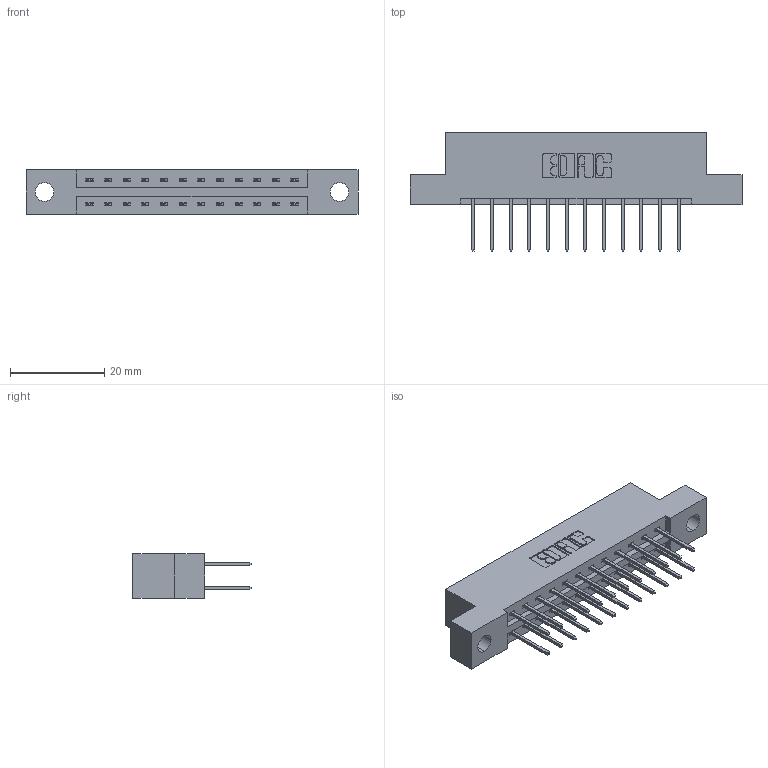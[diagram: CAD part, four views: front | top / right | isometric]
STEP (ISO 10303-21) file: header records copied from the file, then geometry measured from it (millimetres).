
FILE_DESCRIPTION (( 'STEP AP203' ), '1' );
FILE_NAME ('387-024-523-204.STEP', '2018-09-14T10:12:47', ( '' ), ( '' ), 'SwSTEP 2.0', 'SolidWorks 2016', '' );
FILE_SCHEMA (( 'CONFIG_CONTROL_DESIGN' ));
Length unit declared in the file: inch
Products named in the file (3): 345-292-001_345-293-123; 387-024-523-204; 337 Part_Flush Mounting Lugs - 0.156 Dia-TH
Assembly tree (25 placements, depth 2):
  387-024-523-204
    337 Part_Flush Mounting Lugs - 0.156 Dia-TH
    345-292-001_345-293-123  x24
Bounding box: 70.56 x 25.15 x 9.4 mm (x, y, z)
Volume: 6998.3 mm3; surface area: 7651.4 mm2
Topology: 25 solids, 25 shells, 1410 faces, 4175 edges, 2750 vertices
Faces by surface type: plane 982, cylinder 428
Entity records: 13205 total; most frequent: CARTESIAN_POINT 2250, ORIENTED_EDGE 2186, DIRECTION 1969, EDGE_CURVE 1093, LINE 965, VECTOR 965, VERTEX_POINT 726, AXIS2_PLACEMENT_3D 502
